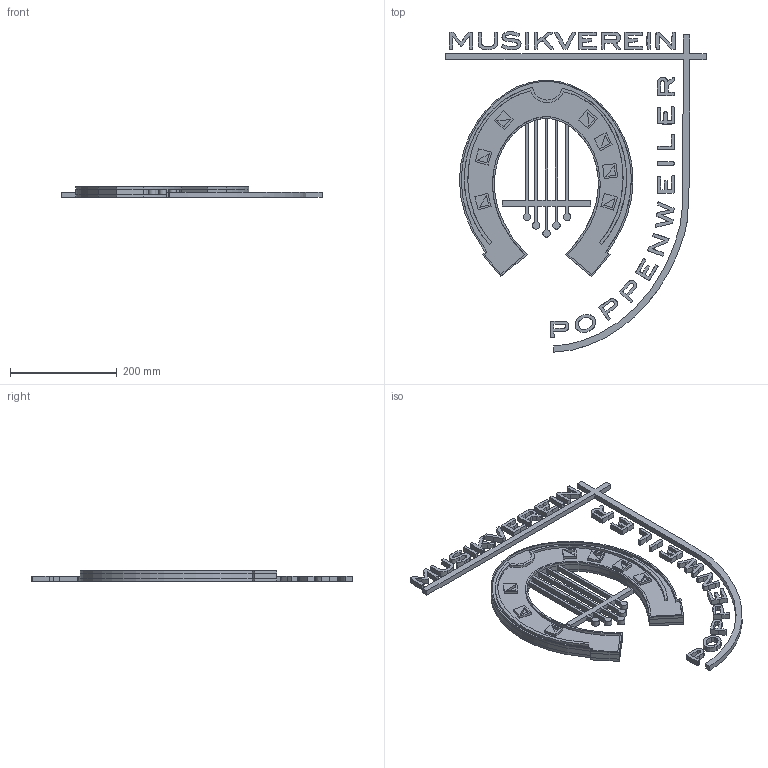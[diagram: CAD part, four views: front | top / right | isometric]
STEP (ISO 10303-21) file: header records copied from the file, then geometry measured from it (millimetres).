
FILE_DESCRIPTION(('FreeCAD Model'),'2;1');
FILE_NAME('Open CASCADE Shape Model','2021-07-14T00:51:51',('Author'),( ''),'Open CASCADE STEP processor 7.5','FreeCAD','Unknown');
FILE_SCHEMA(('AUTOMOTIVE_DESIGN { 1 0 10303 214 1 1 1 1 }'));
Products named in the file (1): Fusion003
Bounding box: 486.97 x 599.7 x 20 mm (x, y, z)
Volume: 974268 mm3; surface area: 335928.8 mm2
Topology: 25 solids, 25 shells, 735 faces, 1949 edges, 1288 vertices
Faces by surface type: plane 406, extrusion 320, cylinder 9
Entity records: 54089 total; most frequent: CARTESIAN_POINT 17322, DIRECTION 5423, VECTOR 4547, LINE 4227, ORIENTED_EDGE 3898, PCURVE 3898, DEFINITIONAL_REPRESENTATION 3898, EDGE_CURVE 1949
